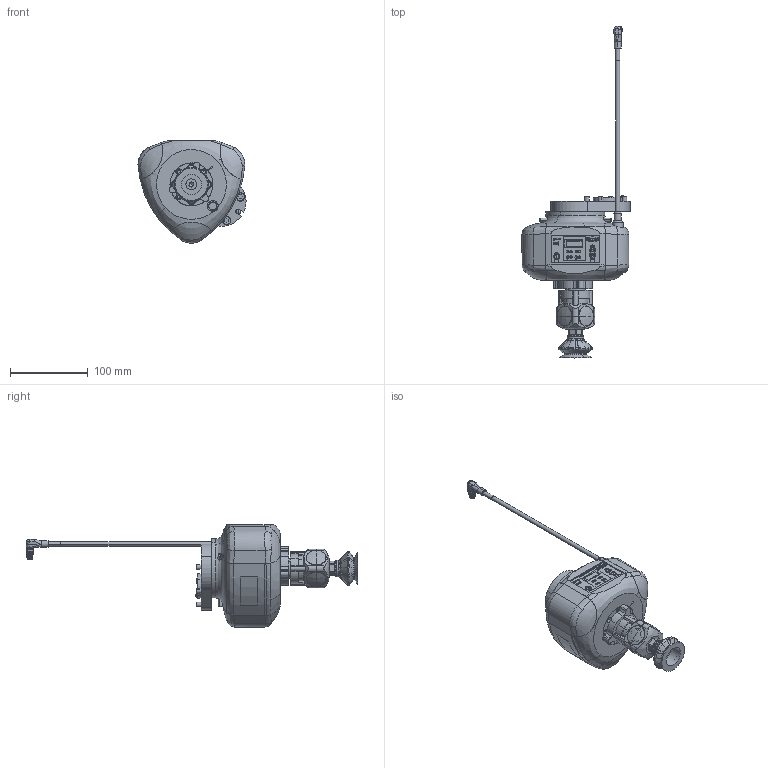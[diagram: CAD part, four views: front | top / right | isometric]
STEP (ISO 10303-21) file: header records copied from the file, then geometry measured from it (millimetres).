
FILE_DESCRIPTION(('STEP AP203'),'1');
FILE_NAME('10_03_01_00544.stp','2025-12-18T09:38:57',('TraceParts'),('TraceParts S.A.S.'),'Spatial InterOp 3D',' ',' ');
FILE_SCHEMA(('CONFIG_CONTROL_DESIGN'));
Length unit declared in the file: millimetre
Products named in the file (1): 1
Bounding box: 139.33 x 428 x 131.89 mm (x, y, z)
Volume: 1154484.9 mm3; surface area: 219216.1 mm2
Topology: 53 solids, 54 shells, 2297 faces, 5683 edges, 3619 vertices
Faces by surface type: plane 869, cylinder 689, bspline 414, cone 165, torus 112, sphere 48
Entity records: 81157 total; most frequent: CARTESIAN_POINT 28695, ORIENTED_EDGE 11242, DIRECTION 10065, EDGE_CURVE 5621, AXIS2_PLACEMENT_3D 3709, VERTEX_POINT 3619, LINE 2647, VECTOR 2647
